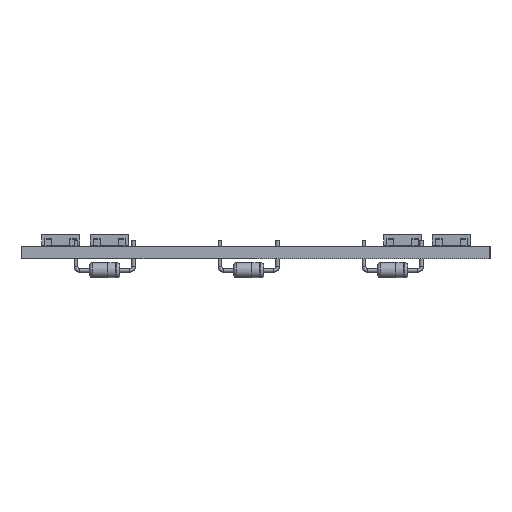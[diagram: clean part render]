
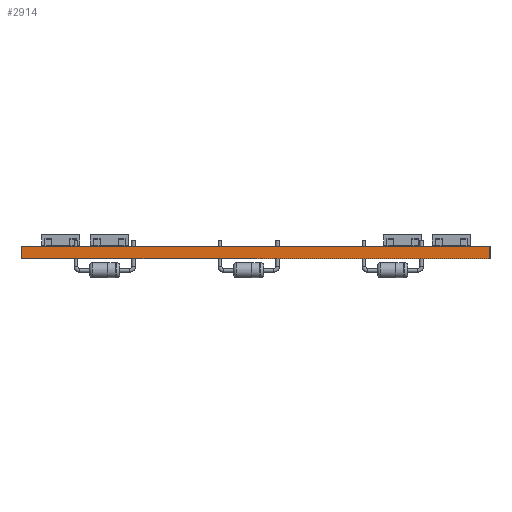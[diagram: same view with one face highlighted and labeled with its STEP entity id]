
A CAD part, left-side view. The second image highlights one B-rep face of the part: STEP entity #2914.
In plain terms, the highlighted planar face has unit normal (-1, 0, 0).
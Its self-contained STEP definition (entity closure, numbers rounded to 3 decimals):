
#2858 = VERTEX_POINT('',#2859);
#2859 = CARTESIAN_POINT('',(-40.481,-30.956,1.6));
#2865 = EDGE_CURVE('',#2866,#2858,#2868,.T.);
#2866 = VERTEX_POINT('',#2867);
#2867 = CARTESIAN_POINT('',(-40.481,-30.956,0.));
#2868 = LINE('',#2869,#2870);
#2869 = CARTESIAN_POINT('',(-40.481,-30.956,0.));
#2870 = VECTOR('',#2871,1.);
#2871 = DIRECTION('',(0.,0.,1.));
#2914 = ADVANCED_FACE('',(#2915),#2940,.T.);
#2915 = FACE_BOUND('',#2916,.T.);
#2916 = EDGE_LOOP('',(#2917,#2918,#2926,#2934));
#2917 = ORIENTED_EDGE('',*,*,#2865,.T.);
#2918 = ORIENTED_EDGE('',*,*,#2919,.T.);
#2919 = EDGE_CURVE('',#2858,#2920,#2922,.T.);
#2920 = VERTEX_POINT('',#2921);
#2921 = CARTESIAN_POINT('',(-40.481,30.956,1.6));
#2922 = LINE('',#2923,#2924);
#2923 = CARTESIAN_POINT('',(-40.481,-30.956,1.6));
#2924 = VECTOR('',#2925,1.);
#2925 = DIRECTION('',(0.,1.,0.));
#2926 = ORIENTED_EDGE('',*,*,#2927,.F.);
#2927 = EDGE_CURVE('',#2928,#2920,#2930,.T.);
#2928 = VERTEX_POINT('',#2929);
#2929 = CARTESIAN_POINT('',(-40.481,30.956,0.));
#2930 = LINE('',#2931,#2932);
#2931 = CARTESIAN_POINT('',(-40.481,30.956,0.));
#2932 = VECTOR('',#2933,1.);
#2933 = DIRECTION('',(0.,0.,1.));
#2934 = ORIENTED_EDGE('',*,*,#2935,.F.);
#2935 = EDGE_CURVE('',#2866,#2928,#2936,.T.);
#2936 = LINE('',#2937,#2938);
#2937 = CARTESIAN_POINT('',(-40.481,-30.956,0.));
#2938 = VECTOR('',#2939,1.);
#2939 = DIRECTION('',(0.,1.,0.));
#2940 = PLANE('',#2941);
#2941 = AXIS2_PLACEMENT_3D('',#2942,#2943,#2944);
#2942 = CARTESIAN_POINT('',(-40.481,-30.956,0.));
#2943 = DIRECTION('',(-1.,0.,0.));
#2944 = DIRECTION('',(0.,1.,0.));
